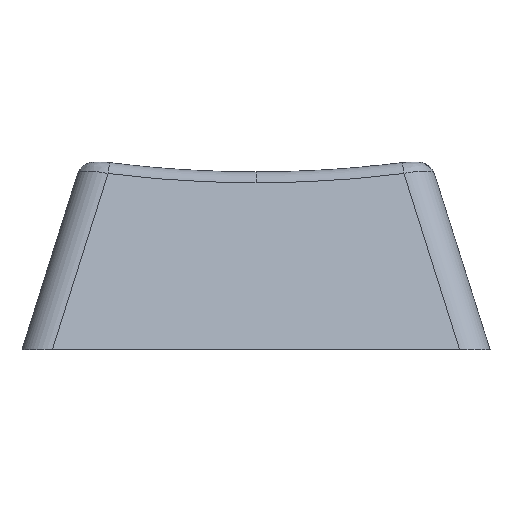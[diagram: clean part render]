
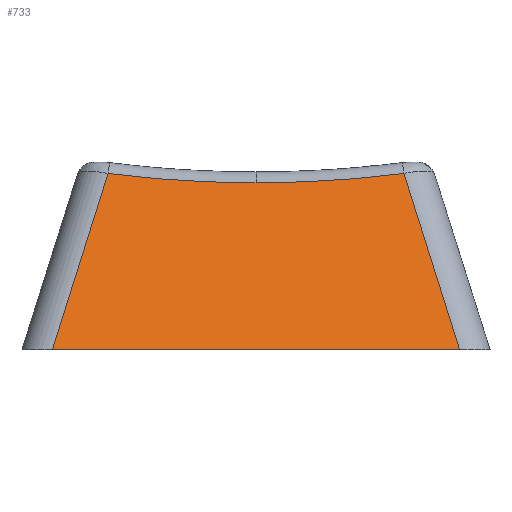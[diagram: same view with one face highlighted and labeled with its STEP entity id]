
A CAD part, left-side view. The second image highlights one B-rep face of the part: STEP entity #733.
In plain terms, the highlighted planar face has unit normal (-0.95, 0, 0.312).
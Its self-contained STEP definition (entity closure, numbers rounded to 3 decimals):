
#684=CARTESIAN_POINT('',(-74.946,105.25,2.671));
#685=DIRECTION('',(0.95,0.,-0.312));
#686=DIRECTION('',(-0.312,0.,-0.95));
#687=AXIS2_PLACEMENT_3D('',#684,#685,#686);
#688=PLANE('',#687);
#689=CARTESIAN_POINT('',(-75.825,97.288,0.));
#690=VERTEX_POINT('',#689);
#691=CARTESIAN_POINT('',(-73.556,99.466,6.899));
#692=VERTEX_POINT('',#691);
#693=CARTESIAN_POINT('',(-75.825,97.288,-0.));
#694=DIRECTION('',(0.299,0.287,0.91));
#695=VECTOR('',#694,7.582);
#696=LINE('',#693,#695);
#697=EDGE_CURVE('',#690,#692,#696,.T.);
#698=ORIENTED_EDGE('',*,*,#697,.T.);
#699=CARTESIAN_POINT('',(-73.676,105.25,6.534));
#700=VERTEX_POINT('',#699);
#701=CARTESIAN_POINT('',(-59.991,105.25,48.134));
#702=DIRECTION('',(0.95,0.,-0.312));
#703=DIRECTION('',(-0.312,0.,-0.95));
#704=AXIS2_PLACEMENT_3D('',#701,#702,#703);
#705=CIRCLE('',#704,43.793);
#706=EDGE_CURVE('',#692,#700,#705,.T.);
#707=ORIENTED_EDGE('',*,*,#706,.T.);
#708=CARTESIAN_POINT('',(-73.556,111.034,6.899));
#709=VERTEX_POINT('',#708);
#710=CARTESIAN_POINT('',(-59.991,105.25,48.134));
#711=DIRECTION('',(0.95,0.,-0.312));
#712=DIRECTION('',(-0.312,0.,-0.95));
#713=AXIS2_PLACEMENT_3D('',#710,#711,#712);
#714=CIRCLE('',#713,43.793);
#715=EDGE_CURVE('',#700,#709,#714,.T.);
#716=ORIENTED_EDGE('',*,*,#715,.T.);
#717=CARTESIAN_POINT('',(-75.825,113.212,0.));
#718=VERTEX_POINT('',#717);
#719=CARTESIAN_POINT('',(-73.556,111.034,6.899));
#720=DIRECTION('',(-0.299,0.287,-0.91));
#721=VECTOR('',#720,7.582);
#722=LINE('',#719,#721);
#723=EDGE_CURVE('',#709,#718,#722,.T.);
#724=ORIENTED_EDGE('',*,*,#723,.T.);
#725=CARTESIAN_POINT('',(-75.825,113.212,0.));
#726=DIRECTION('',(-0.,-1.,-0.));
#727=VECTOR('',#726,15.925);
#728=LINE('',#725,#727);
#729=EDGE_CURVE('',#718,#690,#728,.T.);
#730=ORIENTED_EDGE('',*,*,#729,.T.);
#731=EDGE_LOOP('',(#698,#707,#716,#724,#730));
#732=FACE_BOUND('',#731,.T.);
#733=ADVANCED_FACE('',(#732),#688,.F.);
